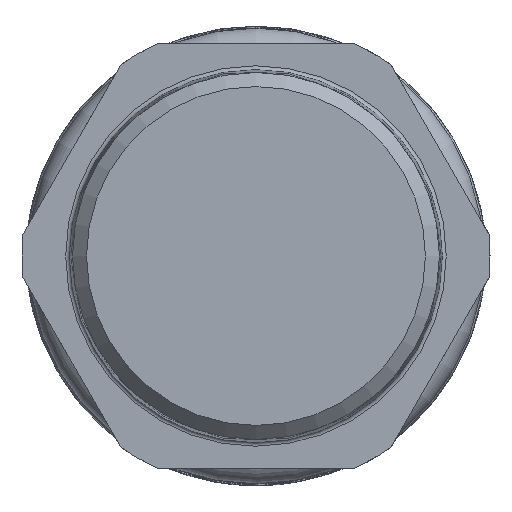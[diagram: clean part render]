
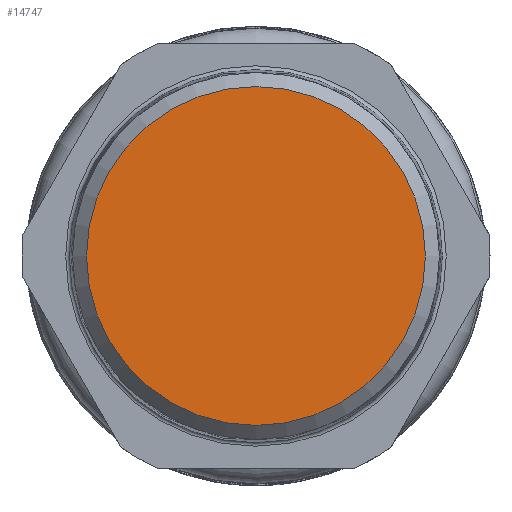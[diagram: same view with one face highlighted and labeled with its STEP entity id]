
A CAD part, left-side view. The second image highlights one B-rep face of the part: STEP entity #14747.
In plain terms, the highlighted planar face has unit normal (-1, 0, 0).
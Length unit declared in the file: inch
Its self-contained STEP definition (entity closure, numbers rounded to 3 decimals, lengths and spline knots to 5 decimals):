
#3267=FACE_OUTER_BOUND('',#4099,.T.);
#4099=EDGE_LOOP('',(#12661,#12662));
#4855=CIRCLE('',#16221,0.86357);
#4856=CIRCLE('',#16222,0.86357);
#6237=VERTEX_POINT('',#31010);
#6238=VERTEX_POINT('',#31011);
#8390=EDGE_CURVE('',#6237,#6238,#4855,.T.);
#8391=EDGE_CURVE('',#6238,#6237,#4856,.T.);
#12661=ORIENTED_EDGE('',*,*,#8390,.T.);
#12662=ORIENTED_EDGE('',*,*,#8391,.T.);
#13147=PLANE('',#16220);
#14747=ADVANCED_FACE('',(#3267),#13147,.T.);
#16220=AXIS2_PLACEMENT_3D('',#31009,#19672,#19673);
#16221=AXIS2_PLACEMENT_3D('',#31012,#19674,#19675);
#16222=AXIS2_PLACEMENT_3D('',#31013,#19676,#19677);
#19672=DIRECTION('center_axis',(-1.,0.,0.));
#19673=DIRECTION('ref_axis',(0.,1.,0.));
#19674=DIRECTION('center_axis',(-1.,0.,0.));
#19675=DIRECTION('ref_axis',(0.,-1.,0.));
#19676=DIRECTION('center_axis',(-1.,0.,0.));
#19677=DIRECTION('ref_axis',(0.,-1.,0.));
#31009=CARTESIAN_POINT('Origin',(-1.50054,-0.63976,0.));
#31010=CARTESIAN_POINT('',(-1.50054,-0.86357,0.));
#31011=CARTESIAN_POINT('',(-1.50054,0.86357,0.));
#31012=CARTESIAN_POINT('Origin',(-1.50054,0.,0.));
#31013=CARTESIAN_POINT('Origin',(-1.50054,0.,0.));
